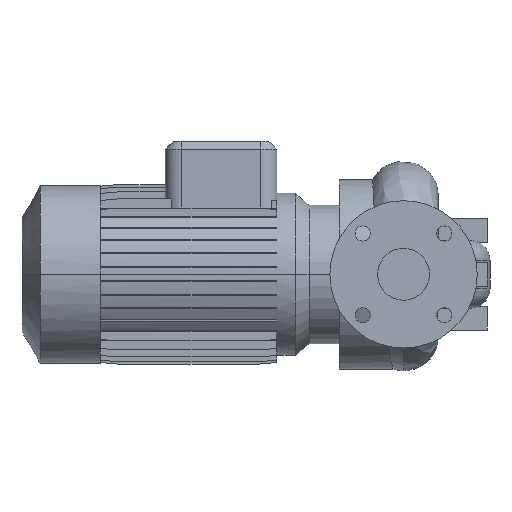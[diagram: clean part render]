
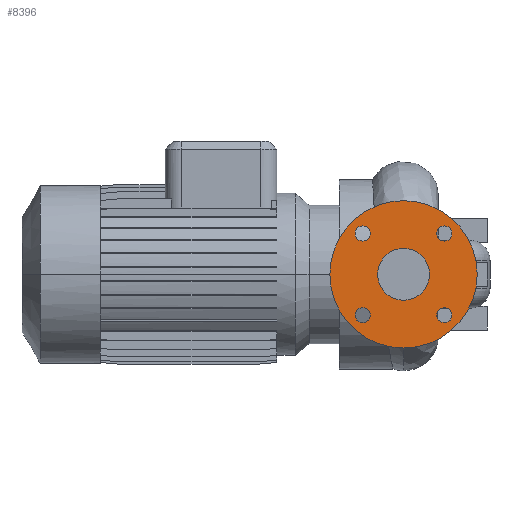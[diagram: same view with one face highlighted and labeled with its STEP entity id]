
A CAD part, left-side view. The second image highlights one B-rep face of the part: STEP entity #8396.
In plain terms, the highlighted planar face has unit normal (-1, 0, 0).
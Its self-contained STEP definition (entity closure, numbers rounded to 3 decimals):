
#281 = DIRECTION ( 'NONE',  ( 0., 0., 1. ) ) ;
#469 = EDGE_LOOP ( 'NONE', ( #7427, #10196 ) ) ;
#626 = EDGE_CURVE ( 'NONE', #7448, #12641, #12245, .T. ) ;
#656 = EDGE_CURVE ( 'NONE', #1244, #6811, #12466, .T. ) ;
#672 = VERTEX_POINT ( 'NONE', #1043 ) ;
#697 = DIRECTION ( 'NONE',  ( 1., 0., 0. ) ) ;
#781 = ORIENTED_EDGE ( 'NONE', *, *, #7703, .T. ) ;
#918 = AXIS2_PLACEMENT_3D ( 'NONE', #3590, #12665, #4821 ) ;
#980 = DIRECTION ( 'NONE',  ( -1., 0., 0. ) ) ;
#1043 = CARTESIAN_POINT ( 'NONE',  ( -170., 51.265, 41.765 ) ) ;
#1169 = DIRECTION ( 'NONE',  ( 0., 1., 0. ) ) ;
#1175 = VERTEX_POINT ( 'NONE', #4671 ) ;
#1196 = CARTESIAN_POINT ( 'NONE',  ( -170., -51.265, 60.765 ) ) ;
#1244 = VERTEX_POINT ( 'NONE', #12511 ) ;
#1250 = CARTESIAN_POINT ( 'NONE',  ( -170., 92.5, 0. ) ) ;
#1370 = CARTESIAN_POINT ( 'NONE',  ( -170., 51.265, 60.765 ) ) ;
#1499 = CARTESIAN_POINT ( 'NONE',  ( -170., -51.265, -60.765 ) ) ;
#1595 = AXIS2_PLACEMENT_3D ( 'NONE', #7088, #5147, #281 ) ;
#2072 = DIRECTION ( 'NONE',  ( 0., 0., 1. ) ) ;
#2287 = CARTESIAN_POINT ( 'NONE',  ( -170., 51.265, 51.265 ) ) ;
#2338 = AXIS2_PLACEMENT_3D ( 'NONE', #2287, #5279, #6308 ) ;
#2422 = ORIENTED_EDGE ( 'NONE', *, *, #12068, .F. ) ;
#2470 = PLANE ( 'NONE',  #2750 ) ;
#2501 = VERTEX_POINT ( 'NONE', #1196 ) ;
#2540 = CARTESIAN_POINT ( 'NONE',  ( -170., -51.265, -51.265 ) ) ;
#2566 = CIRCLE ( 'NONE', #12506, 9.5 ) ;
#2750 = AXIS2_PLACEMENT_3D ( 'NONE', #12339, #6413, #12271 ) ;
#2849 = AXIS2_PLACEMENT_3D ( 'NONE', #3901, #9811, #5472 ) ;
#3587 = VERTEX_POINT ( 'NONE', #9910 ) ;
#3590 = CARTESIAN_POINT ( 'NONE',  ( -170., -51.265, 51.265 ) ) ;
#3612 = CARTESIAN_POINT ( 'NONE',  ( -170., -92.5, 0. ) ) ;
#3690 = CARTESIAN_POINT ( 'NONE',  ( -170., 51.265, -60.765 ) ) ;
#3901 = CARTESIAN_POINT ( 'NONE',  ( -170., 51.265, -51.265 ) ) ;
#3977 = AXIS2_PLACEMENT_3D ( 'NONE', #11036, #9933, #1169 ) ;
#4025 = CIRCLE ( 'NONE', #918, 9.5 ) ;
#4028 = EDGE_CURVE ( 'NONE', #2501, #3587, #4025, .T. ) ;
#4373 = ORIENTED_EDGE ( 'NONE', *, *, #10776, .F. ) ;
#4428 = CARTESIAN_POINT ( 'NONE',  ( -170., 51.265, -51.265 ) ) ;
#4431 = FACE_BOUND ( 'NONE', #9568, .T. ) ;
#4547 = ORIENTED_EDGE ( 'NONE', *, *, #9701, .F. ) ;
#4671 = CARTESIAN_POINT ( 'NONE',  ( -170., 51.265, -41.765 ) ) ;
#4821 = DIRECTION ( 'NONE',  ( 0., 0., 1. ) ) ;
#4825 = CARTESIAN_POINT ( 'NONE',  ( -170., 0., 0. ) ) ;
#5001 = CARTESIAN_POINT ( 'NONE',  ( -170., -51.265, 51.265 ) ) ;
#5147 = DIRECTION ( 'NONE',  ( -1., 0., 0. ) ) ;
#5240 = CARTESIAN_POINT ( 'NONE',  ( -170., -32.5, 0. ) ) ;
#5247 = CIRCLE ( 'NONE', #5452, 9.5 ) ;
#5279 = DIRECTION ( 'NONE',  ( -1., 0., 0. ) ) ;
#5452 = AXIS2_PLACEMENT_3D ( 'NONE', #4428, #7472, #8181 ) ;
#5472 = DIRECTION ( 'NONE',  ( 0., 0., 1. ) ) ;
#5587 = ORIENTED_EDGE ( 'NONE', *, *, #8440, .F. ) ;
#5797 = CIRCLE ( 'NONE', #12447, 32.5 ) ;
#5925 = CIRCLE ( 'NONE', #1595, 9.5 ) ;
#5952 = VERTEX_POINT ( 'NONE', #12573 ) ;
#6286 = FACE_BOUND ( 'NONE', #10408, .T. ) ;
#6294 = ORIENTED_EDGE ( 'NONE', *, *, #10866, .F. ) ;
#6308 = DIRECTION ( 'NONE',  ( 0., 0., 1. ) ) ;
#6354 = ORIENTED_EDGE ( 'NONE', *, *, #656, .T. ) ;
#6413 = DIRECTION ( 'NONE',  ( 1., 0., 0. ) ) ;
#6485 = DIRECTION ( 'NONE',  ( -1., 0., 0. ) ) ;
#6619 = DIRECTION ( 'NONE',  ( 0., 1., 0. ) ) ;
#6811 = VERTEX_POINT ( 'NONE', #5240 ) ;
#6958 = VERTEX_POINT ( 'NONE', #3690 ) ;
#7088 = CARTESIAN_POINT ( 'NONE',  ( -170., -51.265, -51.265 ) ) ;
#7427 = ORIENTED_EDGE ( 'NONE', *, *, #4028, .F. ) ;
#7448 = VERTEX_POINT ( 'NONE', #3612 ) ;
#7472 = DIRECTION ( 'NONE',  ( -1., 0., 0. ) ) ;
#7511 = CIRCLE ( 'NONE', #11653, 9.5 ) ;
#7703 = EDGE_CURVE ( 'NONE', #6811, #1244, #5797, .T. ) ;
#8016 = ORIENTED_EDGE ( 'NONE', *, *, #626, .F. ) ;
#8029 = DIRECTION ( 'NONE',  ( 0., 0., 1. ) ) ;
#8097 = DIRECTION ( 'NONE',  ( 1., 0., 0. ) ) ;
#8181 = DIRECTION ( 'NONE',  ( 0., 0., 1. ) ) ;
#8246 = DIRECTION ( 'NONE',  ( 0., 0., 1. ) ) ;
#8396 = ADVANCED_FACE ( 'NONE', ( #6286, #10258, #4431, #10325, #11364, #9429 ), #2470, .F. ) ;
#8440 = EDGE_CURVE ( 'NONE', #10814, #5952, #7511, .T. ) ;
#8736 = AXIS2_PLACEMENT_3D ( 'NONE', #4825, #9820, #6619 ) ;
#8743 = ORIENTED_EDGE ( 'NONE', *, *, #9689, .F. ) ;
#8850 = CIRCLE ( 'NONE', #2849, 9.5 ) ;
#9075 = CARTESIAN_POINT ( 'NONE',  ( -170., 0., 0. ) ) ;
#9398 = AXIS2_PLACEMENT_3D ( 'NONE', #10558, #697, #11468 ) ;
#9429 = FACE_BOUND ( 'NONE', #12370, .T. ) ;
#9568 = EDGE_LOOP ( 'NONE', ( #8743, #5587 ) ) ;
#9608 = CIRCLE ( 'NONE', #2338, 9.5 ) ;
#9689 = EDGE_CURVE ( 'NONE', #5952, #10814, #5925, .T. ) ;
#9701 = EDGE_CURVE ( 'NONE', #6958, #1175, #8850, .T. ) ;
#9811 = DIRECTION ( 'NONE',  ( -1., 0., 0. ) ) ;
#9820 = DIRECTION ( 'NONE',  ( 1., 0., 0. ) ) ;
#9910 = CARTESIAN_POINT ( 'NONE',  ( -170., -51.265, 41.765 ) ) ;
#9933 = DIRECTION ( 'NONE',  ( 1., 0., 0. ) ) ;
#10196 = ORIENTED_EDGE ( 'NONE', *, *, #12771, .F. ) ;
#10258 = FACE_BOUND ( 'NONE', #469, .T. ) ;
#10325 = FACE_BOUND ( 'NONE', #10908, .T. ) ;
#10408 = EDGE_LOOP ( 'NONE', ( #6294, #2422 ) ) ;
#10558 = CARTESIAN_POINT ( 'NONE',  ( -170., 0., 0. ) ) ;
#10776 = EDGE_CURVE ( 'NONE', #1175, #6958, #5247, .T. ) ;
#10814 = VERTEX_POINT ( 'NONE', #1499 ) ;
#10866 = EDGE_CURVE ( 'NONE', #11328, #672, #9608, .T. ) ;
#10908 = EDGE_LOOP ( 'NONE', ( #4373, #4547 ) ) ;
#11012 = DIRECTION ( 'NONE',  ( -1., 0., 0. ) ) ;
#11036 = CARTESIAN_POINT ( 'NONE',  ( -170., 0., 0. ) ) ;
#11328 = VERTEX_POINT ( 'NONE', #1370 ) ;
#11354 = ORIENTED_EDGE ( 'NONE', *, *, #12200, .F. ) ;
#11364 = FACE_OUTER_BOUND ( 'NONE', #12174, .T. ) ;
#11459 = AXIS2_PLACEMENT_3D ( 'NONE', #12108, #11012, #8029 ) ;
#11468 = DIRECTION ( 'NONE',  ( 0., 1., 0. ) ) ;
#11653 = AXIS2_PLACEMENT_3D ( 'NONE', #2540, #6485, #8246 ) ;
#12055 = DIRECTION ( 'NONE',  ( 0., 1., 0. ) ) ;
#12068 = EDGE_CURVE ( 'NONE', #672, #11328, #12070, .T. ) ;
#12070 = CIRCLE ( 'NONE', #11459, 9.5 ) ;
#12108 = CARTESIAN_POINT ( 'NONE',  ( -170., 51.265, 51.265 ) ) ;
#12174 = EDGE_LOOP ( 'NONE', ( #11354, #8016 ) ) ;
#12200 = EDGE_CURVE ( 'NONE', #12641, #7448, #12290, .T. ) ;
#12245 = CIRCLE ( 'NONE', #8736, 92.5 ) ;
#12271 = DIRECTION ( 'NONE',  ( 0., 1., 0. ) ) ;
#12290 = CIRCLE ( 'NONE', #9398, 92.5 ) ;
#12339 = CARTESIAN_POINT ( 'NONE',  ( -170., 32.5, 0. ) ) ;
#12370 = EDGE_LOOP ( 'NONE', ( #6354, #781 ) ) ;
#12447 = AXIS2_PLACEMENT_3D ( 'NONE', #9075, #8097, #12055 ) ;
#12466 = CIRCLE ( 'NONE', #3977, 32.5 ) ;
#12506 = AXIS2_PLACEMENT_3D ( 'NONE', #5001, #980, #2072 ) ;
#12511 = CARTESIAN_POINT ( 'NONE',  ( -170., 32.5, 0. ) ) ;
#12573 = CARTESIAN_POINT ( 'NONE',  ( -170., -51.265, -41.765 ) ) ;
#12641 = VERTEX_POINT ( 'NONE', #1250 ) ;
#12665 = DIRECTION ( 'NONE',  ( -1., 0., 0. ) ) ;
#12771 = EDGE_CURVE ( 'NONE', #3587, #2501, #2566, .T. ) ;
